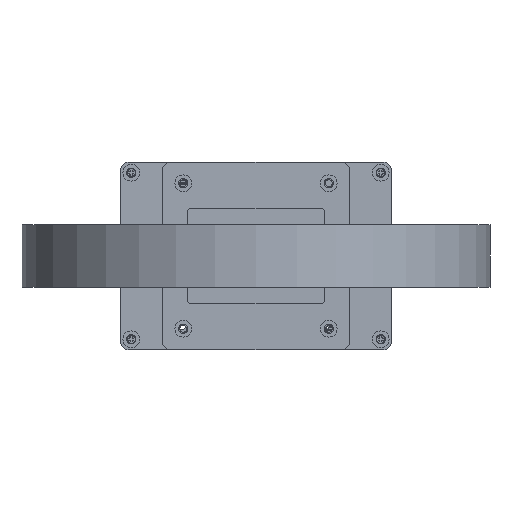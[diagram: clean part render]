
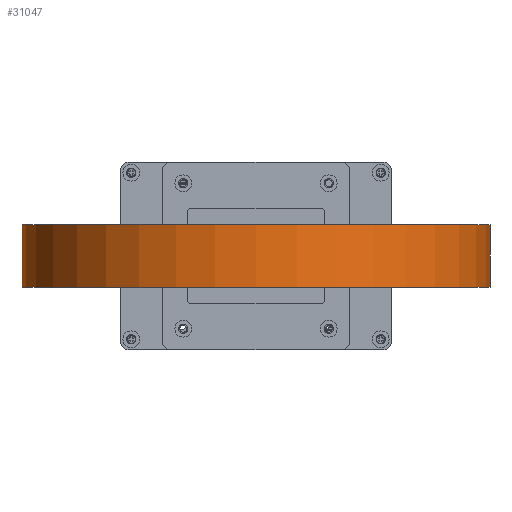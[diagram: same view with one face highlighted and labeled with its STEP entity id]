
A CAD part, front view. The second image highlights one B-rep face of the part: STEP entity #31047.
In plain terms, the highlighted cylindrical face has radius 112.5 mm (diameter 225 mm), a partial arc.
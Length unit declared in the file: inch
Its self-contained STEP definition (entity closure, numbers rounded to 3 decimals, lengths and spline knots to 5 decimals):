
#517 = DIRECTION ( 'NONE',  ( 0., 0., -1. ) ) ;
#1498 = CARTESIAN_POINT ( 'NONE',  ( 3.48295, -6.08396, 0.59055 ) ) ;
#2542 = AXIS2_PLACEMENT_3D ( 'NONE', #19831, #517, #17409 ) ;
#3468 = DIRECTION ( 'NONE',  ( 0., 0., 1. ) ) ;
#3938 = EDGE_CURVE ( 'NONE', #36576, #6769, #6818, .T. ) ;
#4776 = CIRCLE ( 'NONE', #15460, 4.42913 ) ;
#4905 = ORIENTED_EDGE ( 'NONE', *, *, #17230, .F. ) ;
#5977 = EDGE_CURVE ( 'NONE', #34991, #10332, #33175, .T. ) ;
#6361 = VECTOR ( 'NONE', #24328, 39.37008 ) ;
#6769 = VERTEX_POINT ( 'NONE', #7516 ) ;
#6818 = LINE ( 'NONE', #22981, #8885 ) ;
#7516 = CARTESIAN_POINT ( 'NONE',  ( -5.37531, -6.08396, -0.59055 ) ) ;
#7571 = CARTESIAN_POINT ( 'NONE',  ( -0.94618, -6.08396, -0.59055 ) ) ;
#8507 = FACE_OUTER_BOUND ( 'NONE', #20721, .T. ) ;
#8635 = AXIS2_PLACEMENT_3D ( 'NONE', #8852, #3468, #14430 ) ;
#8852 = CARTESIAN_POINT ( 'NONE',  ( -0.94618, -6.08396, 0.59055 ) ) ;
#8885 = VECTOR ( 'NONE', #34254, 39.37008 ) ;
#10332 = VERTEX_POINT ( 'NONE', #30181 ) ;
#11004 = CIRCLE ( 'NONE', #8635, 4.42913 ) ;
#11251 = ORIENTED_EDGE ( 'NONE', *, *, #5977, .F. ) ;
#11653 = CYLINDRICAL_SURFACE ( 'NONE', #2542, 4.42913 ) ;
#14430 = DIRECTION ( 'NONE',  ( 1., 0., 0. ) ) ;
#15460 = AXIS2_PLACEMENT_3D ( 'NONE', #7571, #30201, #33329 ) ;
#17230 = EDGE_CURVE ( 'NONE', #36576, #34991, #11004, .T. ) ;
#17409 = DIRECTION ( 'NONE',  ( -1., 0., 0. ) ) ;
#19046 = EDGE_CURVE ( 'NONE', #6769, #10332, #4776, .T. ) ;
#19831 = CARTESIAN_POINT ( 'NONE',  ( -0.94618, -6.08396, 0.59055 ) ) ;
#20721 = EDGE_LOOP ( 'NONE', ( #11251, #4905, #34195, #28131 ) ) ;
#20963 = CARTESIAN_POINT ( 'NONE',  ( -5.37531, -6.08396, 0.59055 ) ) ;
#22981 = CARTESIAN_POINT ( 'NONE',  ( -5.37531, -6.08396, 0.59055 ) ) ;
#24328 = DIRECTION ( 'NONE',  ( 0., 0., -1. ) ) ;
#28131 = ORIENTED_EDGE ( 'NONE', *, *, #19046, .T. ) ;
#29138 = CARTESIAN_POINT ( 'NONE',  ( 3.48295, -6.08396, 0.59055 ) ) ;
#30181 = CARTESIAN_POINT ( 'NONE',  ( 3.48295, -6.08396, -0.59055 ) ) ;
#30201 = DIRECTION ( 'NONE',  ( 0., 0., 1. ) ) ;
#31047 = ADVANCED_FACE ( 'NONE', ( #8507 ), #11653, .T. ) ;
#33175 = LINE ( 'NONE', #1498, #6361 ) ;
#33329 = DIRECTION ( 'NONE',  ( 1., 0., 0. ) ) ;
#34195 = ORIENTED_EDGE ( 'NONE', *, *, #3938, .T. ) ;
#34254 = DIRECTION ( 'NONE',  ( 0., 0., -1. ) ) ;
#34991 = VERTEX_POINT ( 'NONE', #29138 ) ;
#36576 = VERTEX_POINT ( 'NONE', #20963 ) ;
